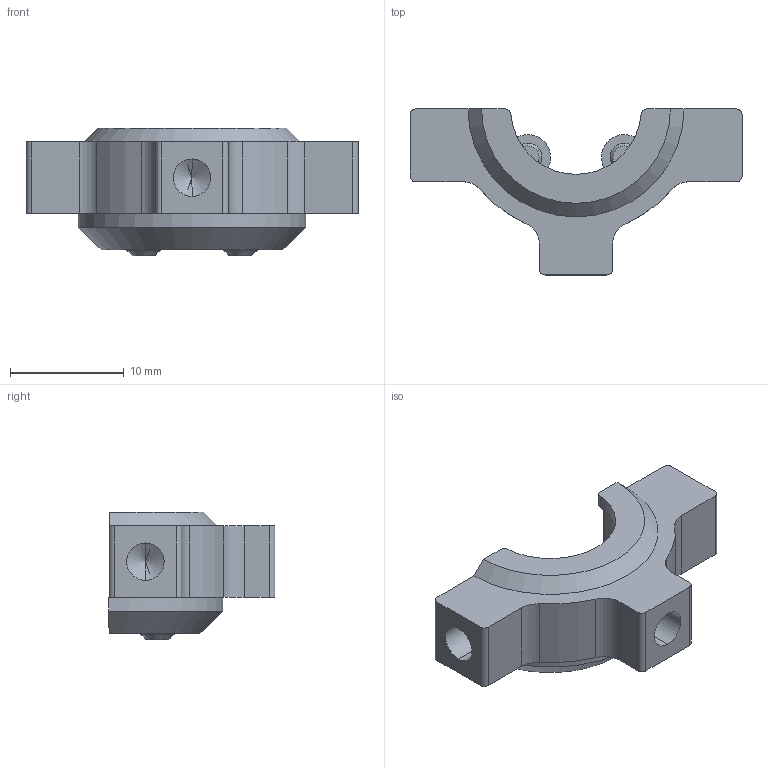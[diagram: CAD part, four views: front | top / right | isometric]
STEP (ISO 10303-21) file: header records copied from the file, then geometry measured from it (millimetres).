
FILE_DESCRIPTION (( 'STEP AP203' ), '1' );
FILE_NAME ('1.3.12.1_ZZM-0.5_D型安装座，用于0.5英寸D形反射镜.STEP', '2023-10-14T05:06:11', ( '' ), ( '' ), 'SwSTEP 2.0', 'SolidWorks 2021', '' );
FILE_SCHEMA (( 'CONFIG_CONTROL_DESIGN' ));
Length unit declared in the file: millimetre
Products named in the file (1): 1.3.12.1_ZZM-0.5_D型安装座，用于0.5英寸D形反射镜
Bounding box: 29.2 x 14.6 x 11.22 mm (x, y, z)
Volume: 1477.8 mm3; surface area: 1569.4 mm2
Topology: 3 solids, 3 shells, 102 faces, 269 edges, 170 vertices
Faces by surface type: cylinder 45, plane 34, cone 23
Entity records: 3284 total; most frequent: CARTESIAN_POINT 647, DIRECTION 561, ORIENTED_EDGE 526, EDGE_CURVE 263, AXIS2_PLACEMENT_3D 214, VERTEX_POINT 170, LINE 133, VECTOR 133
